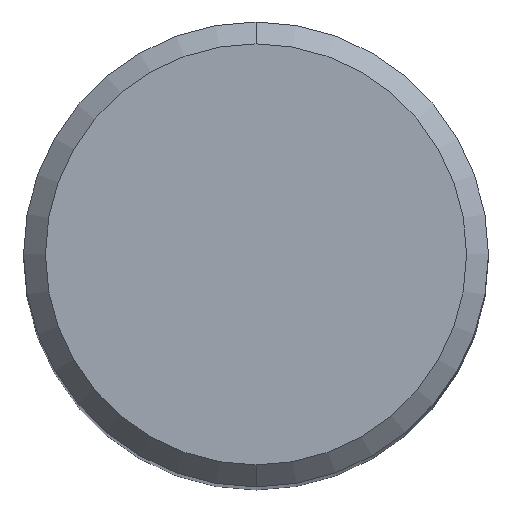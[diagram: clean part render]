
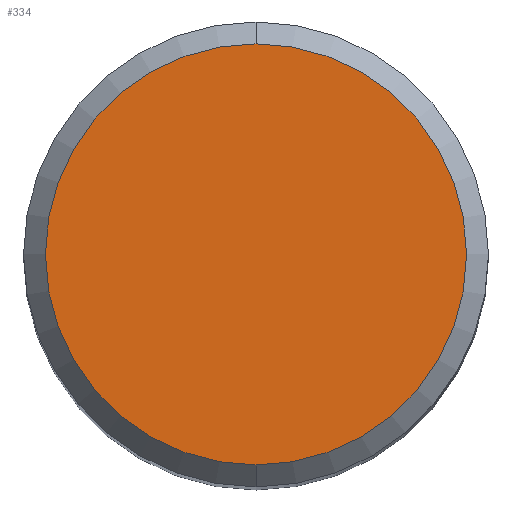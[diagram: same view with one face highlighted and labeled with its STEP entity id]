
A CAD part, top view. The second image highlights one B-rep face of the part: STEP entity #334.
In plain terms, the highlighted planar face has unit normal (0, 0, 1).
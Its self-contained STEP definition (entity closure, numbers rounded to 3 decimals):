
#200=EDGE_CURVE('',#224,#266,#501,.T.);
#224=VERTEX_POINT('',#528);
#266=VERTEX_POINT('',#572);
#334=ADVANCED_FACE('',(#648),#649,.T.);
#350=EDGE_CURVE('',#266,#224,#666,.T.);
#501=CIRCLE('',#866,7.7);
#528=CARTESIAN_POINT('',(0.,-7.7,0.0));
#572=CARTESIAN_POINT('',(0.0,7.7,0.0));
#648=FACE_OUTER_BOUND('',#1148,.T.);
#649=PLANE('',#1149);
#666=CIRCLE('',#1196,7.7);
#866=AXIS2_PLACEMENT_3D('',#1490,#1491,#1492);
#1148=EDGE_LOOP('',(#1655,#1656));
#1149=AXIS2_PLACEMENT_3D('',#1657,#1658,#1659);
#1196=AXIS2_PLACEMENT_3D('',#1673,#1674,#1675);
#1490=CARTESIAN_POINT('',(0.0,0.0,0.0));
#1491=DIRECTION('',(0.0,0.0,-1.0));
#1492=DIRECTION('',(0.0,1.0,0.0));
#1655=ORIENTED_EDGE('',*,*,#350,.F.);
#1656=ORIENTED_EDGE('',*,*,#200,.F.);
#1657=CARTESIAN_POINT('',(0.0,3.85,0.0));
#1658=DIRECTION('',(-0.0,0.0,1.0));
#1659=DIRECTION('',(0.0,-1.0,0.0));
#1673=CARTESIAN_POINT('',(0.0,0.0,0.0));
#1674=DIRECTION('',(0.0,0.0,-1.0));
#1675=DIRECTION('',(0.0,1.0,0.0));
